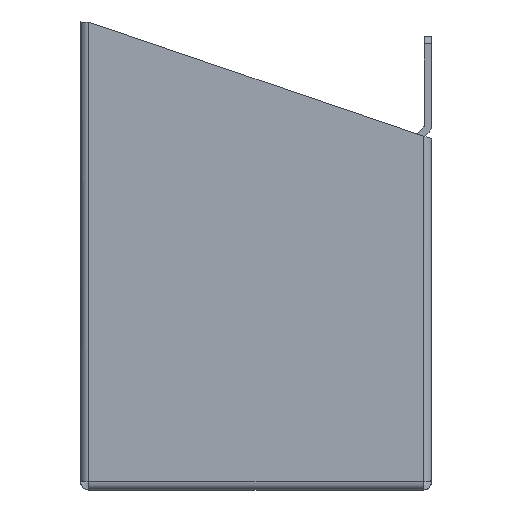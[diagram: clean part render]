
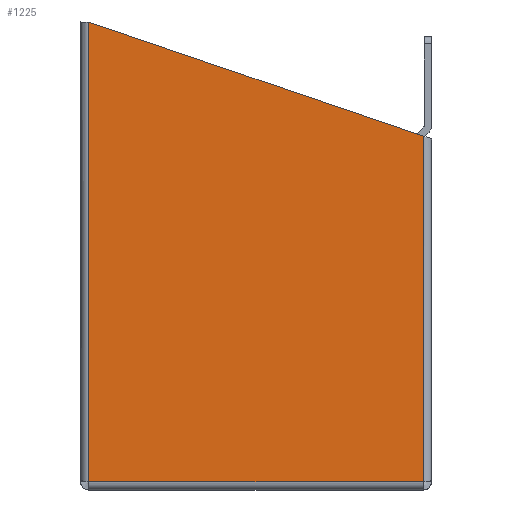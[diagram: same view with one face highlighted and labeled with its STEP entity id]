
A CAD part, left-side view. The second image highlights one B-rep face of the part: STEP entity #1225.
In plain terms, the highlighted planar face has unit normal (-1, 0, 0).
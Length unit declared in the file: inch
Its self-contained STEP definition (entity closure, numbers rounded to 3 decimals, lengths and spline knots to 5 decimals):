
#873=CARTESIAN_POINT('',(0.,0.1406,6.04799));
#874=VERTEX_POINT('',#873);
#885=CARTESIAN_POINT('',(0.,0.1406,0.1406));
#886=VERTEX_POINT('',#885);
#887=CARTESIAN_POINT('',(0.,0.1406,0.1406));
#888=DIRECTION('',(0.0,0.0,1.0));
#889=VECTOR('',#888,5.90739);
#890=LINE('',#887,#889);
#891=EDGE_CURVE('',#886,#874,#890,.T.);
#1195=CARTESIAN_POINT('',(0.,3.0,4.03841));
#1196=DIRECTION('',(1.0,0.0,0.0));
#1197=DIRECTION('',(0.0,0.0,-1.0));
#1198=AXIS2_PLACEMENT_3D('',#1195,#1196,#1197);
#1199=PLANE('',#1198);
#1200=ORIENTED_EDGE('',*,*,#891,.T.);
#1201=CARTESIAN_POINT('',(0.,5.8594,8.));
#1202=VERTEX_POINT('',#1201);
#1203=CARTESIAN_POINT('',(0.,0.1406,6.04799));
#1204=DIRECTION('',(0.,0.946,0.323));
#1205=VECTOR('',#1204,6.04277);
#1206=LINE('',#1203,#1205);
#1207=EDGE_CURVE('',#874,#1202,#1206,.T.);
#1208=ORIENTED_EDGE('',*,*,#1207,.T.);
#1209=CARTESIAN_POINT('',(0.,5.8594,0.1406));
#1210=VERTEX_POINT('',#1209);
#1211=CARTESIAN_POINT('',(0.,5.8594,8.));
#1212=DIRECTION('',(0.0,0.0,-1.0));
#1213=VECTOR('',#1212,7.8594);
#1214=LINE('',#1211,#1213);
#1215=EDGE_CURVE('',#1202,#1210,#1214,.T.);
#1216=ORIENTED_EDGE('',*,*,#1215,.T.);
#1217=CARTESIAN_POINT('',(0.,5.8594,0.1406));
#1218=DIRECTION('',(0.0,-1.0,0.0));
#1219=VECTOR('',#1218,5.7188);
#1220=LINE('',#1217,#1219);
#1221=EDGE_CURVE('',#1210,#886,#1220,.T.);
#1222=ORIENTED_EDGE('',*,*,#1221,.T.);
#1223=EDGE_LOOP('',(#1200,#1208,#1216,#1222));
#1224=FACE_OUTER_BOUND('',#1223,.T.);
#1225=ADVANCED_FACE('',(#1224),#1199,.F.);
